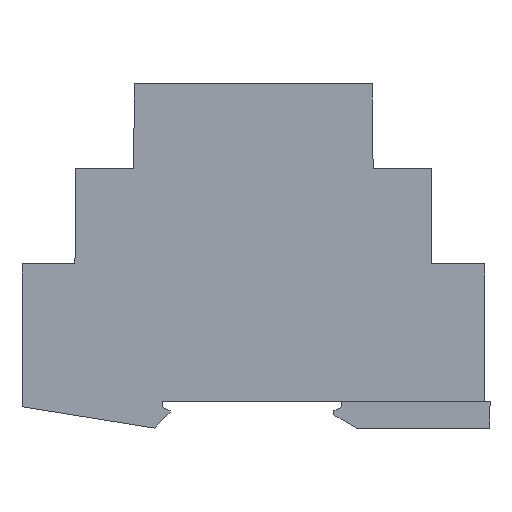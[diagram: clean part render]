
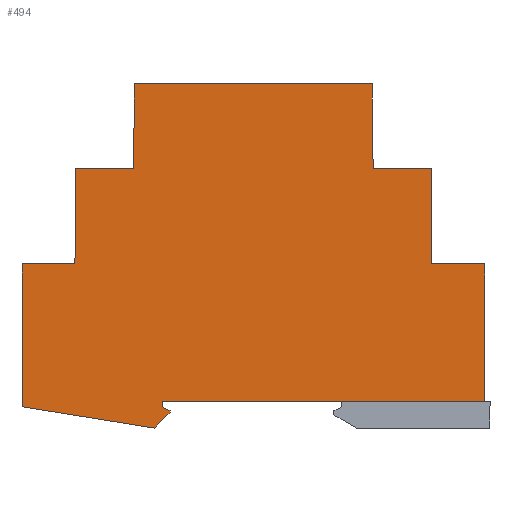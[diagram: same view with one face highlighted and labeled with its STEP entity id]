
A CAD part, left-side view. The second image highlights one B-rep face of the part: STEP entity #494.
In plain terms, the highlighted planar face has unit normal (-1, 0, 0).
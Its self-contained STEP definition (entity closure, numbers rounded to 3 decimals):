
#363=AXIS2_PLACEMENT_3D('Plane Axis2P3D',#360,#361,#362) ;
#337=CARTESIAN_POINT('Vertex',(0.,67.284,49.)) ;
#340=CARTESIAN_POINT('Line Origine',(0.,67.214,57.)) ;
#344=CARTESIAN_POINT('Vertex',(0.,67.144,65.)) ;
#360=CARTESIAN_POINT('Axis2P3D Location',(0.,39.936,33.583)) ;
#365=CARTESIAN_POINT('Line Origine',(0.,61.15,3.65)) ;
#369=CARTESIAN_POINT('Vertex',(0.,60.4,3.3)) ;
#371=CARTESIAN_POINT('Vertex',(0.,61.9,4.)) ;
#374=CARTESIAN_POINT('Line Origine',(0.,61.9,4.5)) ;
#378=CARTESIAN_POINT('Vertex',(0.,61.9,5.)) ;
#381=CARTESIAN_POINT('Line Origine',(0.,31.448,5.)) ;
#385=CARTESIAN_POINT('Vertex',(0.,0.997,5.)) ;
#388=CARTESIAN_POINT('Line Origine',(0.,1.019,18.)) ;
#392=CARTESIAN_POINT('Vertex',(0.,1.042,31.)) ;
#395=CARTESIAN_POINT('Line Origine',(0.,6.021,31.)) ;
#399=CARTESIAN_POINT('Vertex',(0.,11.,31.)) ;
#402=CARTESIAN_POINT('Line Origine',(0.,11.016,40.)) ;
#406=CARTESIAN_POINT('Vertex',(0.,11.031,49.)) ;
#409=CARTESIAN_POINT('Line Origine',(0.,16.553,49.)) ;
#413=CARTESIAN_POINT('Vertex',(0.,22.074,49.)) ;
#416=CARTESIAN_POINT('Line Origine',(0.,22.144,57.)) ;
#420=CARTESIAN_POINT('Vertex',(0.,22.214,65.)) ;
#423=CARTESIAN_POINT('Line Origine',(0.,44.679,65.)) ;
#428=CARTESIAN_POINT('Line Origine',(0.,72.805,49.)) ;
#432=CARTESIAN_POINT('Vertex',(0.,78.327,49.)) ;
#435=CARTESIAN_POINT('Line Origine',(0.,78.342,40.)) ;
#439=CARTESIAN_POINT('Vertex',(0.,78.358,31.)) ;
#442=CARTESIAN_POINT('Line Origine',(0.,83.337,31.)) ;
#446=CARTESIAN_POINT('Vertex',(0.,88.316,31.)) ;
#449=CARTESIAN_POINT('Line Origine',(0.,88.34,17.51)) ;
#453=CARTESIAN_POINT('Vertex',(0.,88.363,4.021)) ;
#456=CARTESIAN_POINT('Line Origine',(0.,75.882,2.01)) ;
#460=CARTESIAN_POINT('Vertex',(0.,63.4,0.)) ;
#463=CARTESIAN_POINT('Line Origine',(0.,61.9,1.5)) ;
#467=CARTESIAN_POINT('Vertex',(0.,60.4,3.)) ;
#470=CARTESIAN_POINT('Line Origine',(0.,60.4,3.15)) ;
#341=DIRECTION('Vector Direction',(0.,0.009,-1.)) ;
#361=DIRECTION('Axis2P3D Direction',(1.,0.,0.)) ;
#362=DIRECTION('Axis2P3D XDirection',(0.,-1.,0.)) ;
#366=DIRECTION('Vector Direction',(0.,0.906,0.423)) ;
#375=DIRECTION('Vector Direction',(0.,0.,1.)) ;
#382=DIRECTION('Vector Direction',(0.,1.,0.)) ;
#389=DIRECTION('Vector Direction',(0.,-0.002,-1.)) ;
#396=DIRECTION('Vector Direction',(0.,-1.,0.)) ;
#403=DIRECTION('Vector Direction',(0.,0.002,1.)) ;
#410=DIRECTION('Vector Direction',(0.,-1.,0.)) ;
#417=DIRECTION('Vector Direction',(0.,0.009,1.)) ;
#424=DIRECTION('Vector Direction',(0.,1.,0.)) ;
#429=DIRECTION('Vector Direction',(0.,-1.,0.)) ;
#436=DIRECTION('Vector Direction',(0.,-0.002,1.)) ;
#443=DIRECTION('Vector Direction',(0.,-1.,0.)) ;
#450=DIRECTION('Vector Direction',(0.,-0.002,1.)) ;
#457=DIRECTION('Vector Direction',(0.,-0.987,-0.159)) ;
#464=DIRECTION('Vector Direction',(0.,0.707,-0.707)) ;
#471=DIRECTION('Vector Direction',(0.,0.,-1.)) ;
#342=VECTOR('Line Direction',#341,1.) ;
#367=VECTOR('Line Direction',#366,1.) ;
#376=VECTOR('Line Direction',#375,1.) ;
#383=VECTOR('Line Direction',#382,1.) ;
#390=VECTOR('Line Direction',#389,1.) ;
#397=VECTOR('Line Direction',#396,1.) ;
#404=VECTOR('Line Direction',#403,1.) ;
#411=VECTOR('Line Direction',#410,1.) ;
#418=VECTOR('Line Direction',#417,1.) ;
#425=VECTOR('Line Direction',#424,1.) ;
#430=VECTOR('Line Direction',#429,1.) ;
#437=VECTOR('Line Direction',#436,1.) ;
#444=VECTOR('Line Direction',#443,1.) ;
#451=VECTOR('Line Direction',#450,1.) ;
#458=VECTOR('Line Direction',#457,1.) ;
#465=VECTOR('Line Direction',#464,1.) ;
#472=VECTOR('Line Direction',#471,1.) ;
#476=ORIENTED_EDGE('',*,*,#373,.T.) ;
#477=ORIENTED_EDGE('',*,*,#380,.T.) ;
#478=ORIENTED_EDGE('',*,*,#387,.F.) ;
#479=ORIENTED_EDGE('',*,*,#394,.T.) ;
#480=ORIENTED_EDGE('',*,*,#401,.F.) ;
#481=ORIENTED_EDGE('',*,*,#408,.F.) ;
#482=ORIENTED_EDGE('',*,*,#415,.F.) ;
#483=ORIENTED_EDGE('',*,*,#422,.F.) ;
#484=ORIENTED_EDGE('',*,*,#427,.F.) ;
#485=ORIENTED_EDGE('',*,*,#346,.F.) ;
#486=ORIENTED_EDGE('',*,*,#434,.F.) ;
#487=ORIENTED_EDGE('',*,*,#441,.F.) ;
#488=ORIENTED_EDGE('',*,*,#448,.F.) ;
#489=ORIENTED_EDGE('',*,*,#455,.T.) ;
#490=ORIENTED_EDGE('',*,*,#462,.T.) ;
#491=ORIENTED_EDGE('',*,*,#469,.T.) ;
#492=ORIENTED_EDGE('',*,*,#474,.T.) ;
#494=ADVANCED_FACE('TIMER',(#493),#364,.F.) ;
#346=EDGE_CURVE('',#338,#345,#343,.F.) ;
#373=EDGE_CURVE('',#370,#372,#368,.T.) ;
#380=EDGE_CURVE('',#372,#379,#377,.T.) ;
#387=EDGE_CURVE('',#386,#379,#384,.T.) ;
#394=EDGE_CURVE('',#386,#393,#391,.F.) ;
#401=EDGE_CURVE('',#400,#393,#398,.T.) ;
#408=EDGE_CURVE('',#407,#400,#405,.F.) ;
#415=EDGE_CURVE('',#414,#407,#412,.T.) ;
#422=EDGE_CURVE('',#421,#414,#419,.F.) ;
#427=EDGE_CURVE('',#345,#421,#426,.F.) ;
#434=EDGE_CURVE('',#433,#338,#431,.T.) ;
#441=EDGE_CURVE('',#440,#433,#438,.T.) ;
#448=EDGE_CURVE('',#447,#440,#445,.T.) ;
#455=EDGE_CURVE('',#447,#454,#452,.F.) ;
#462=EDGE_CURVE('',#454,#461,#459,.T.) ;
#469=EDGE_CURVE('',#461,#468,#466,.F.) ;
#474=EDGE_CURVE('',#468,#370,#473,.F.) ;
#475=EDGE_LOOP('',(#476,#477,#478,#479,#480,#481,#482,#483,#484,#485,#486,#487,#488,#489,#490,#491,#492)) ;
#493=FACE_OUTER_BOUND('',#475,.T.) ;
#343=LINE('Line',#340,#342) ;
#368=LINE('Line',#365,#367) ;
#377=LINE('Line',#374,#376) ;
#384=LINE('Line',#381,#383) ;
#391=LINE('Line',#388,#390) ;
#398=LINE('Line',#395,#397) ;
#405=LINE('Line',#402,#404) ;
#412=LINE('Line',#409,#411) ;
#419=LINE('Line',#416,#418) ;
#426=LINE('Line',#423,#425) ;
#431=LINE('Line',#428,#430) ;
#438=LINE('Line',#435,#437) ;
#445=LINE('Line',#442,#444) ;
#452=LINE('Line',#449,#451) ;
#459=LINE('Line',#456,#458) ;
#466=LINE('Line',#463,#465) ;
#473=LINE('Line',#470,#472) ;
#364=PLANE('',#363) ;
#338=VERTEX_POINT('',#337) ;
#345=VERTEX_POINT('',#344) ;
#370=VERTEX_POINT('',#369) ;
#372=VERTEX_POINT('',#371) ;
#379=VERTEX_POINT('',#378) ;
#386=VERTEX_POINT('',#385) ;
#393=VERTEX_POINT('',#392) ;
#400=VERTEX_POINT('',#399) ;
#407=VERTEX_POINT('',#406) ;
#414=VERTEX_POINT('',#413) ;
#421=VERTEX_POINT('',#420) ;
#433=VERTEX_POINT('',#432) ;
#440=VERTEX_POINT('',#439) ;
#447=VERTEX_POINT('',#446) ;
#454=VERTEX_POINT('',#453) ;
#461=VERTEX_POINT('',#460) ;
#468=VERTEX_POINT('',#467) ;
